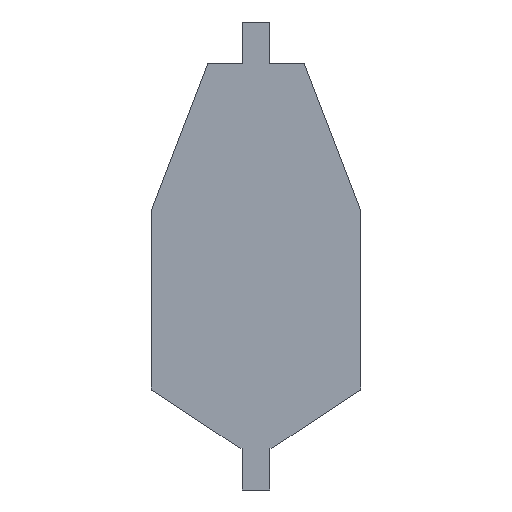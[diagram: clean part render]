
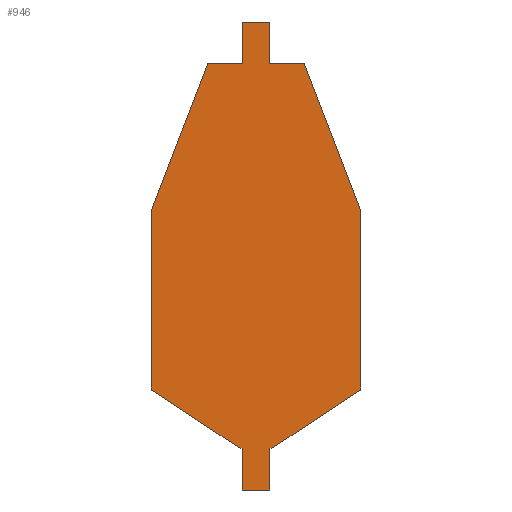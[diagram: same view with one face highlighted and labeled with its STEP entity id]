
A CAD part, front view. The second image highlights one B-rep face of the part: STEP entity #946.
In plain terms, the highlighted planar face has unit normal (0, -1, 0).
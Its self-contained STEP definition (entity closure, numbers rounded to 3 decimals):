
#82=FACE_OUTER_BOUND('',#132,.T.);
#132=EDGE_LOOP('',(#837,#838,#839,#840,#841,#842,#843,#844,#845,#846,#847,
#848,#849,#850,#851,#852));
#137=LINE('',#1281,#257);
#175=LINE('',#1358,#295);
#178=LINE('',#1364,#298);
#180=LINE('',#1368,#300);
#183=LINE('',#1374,#303);
#186=LINE('',#1379,#306);
#188=LINE('',#1384,#308);
#192=LINE('',#1391,#312);
#194=LINE('',#1395,#314);
#241=LINE('',#1513,#361);
#243=LINE('',#1517,#363);
#245=LINE('',#1520,#365);
#246=LINE('',#1523,#366);
#248=LINE('',#1527,#368);
#250=LINE('',#1531,#370);
#252=LINE('',#1534,#372);
#257=VECTOR('',#1031,10.);
#295=VECTOR('',#1079,10.);
#298=VECTOR('',#1084,10.);
#300=VECTOR('',#1088,10.);
#303=VECTOR('',#1093,10.);
#306=VECTOR('',#1098,10.);
#308=VECTOR('',#1102,10.);
#312=VECTOR('',#1108,10.);
#314=VECTOR('',#1112,10.);
#361=VECTOR('',#1243,10.);
#363=VECTOR('',#1247,10.);
#365=VECTOR('',#1251,10.);
#366=VECTOR('',#1254,10.);
#368=VECTOR('',#1258,10.);
#370=VECTOR('',#1262,10.);
#372=VECTOR('',#1266,10.);
#377=VERTEX_POINT('',#1278);
#378=VERTEX_POINT('',#1280);
#411=VERTEX_POINT('',#1355);
#412=VERTEX_POINT('',#1357);
#413=VERTEX_POINT('',#1361);
#414=VERTEX_POINT('',#1363);
#415=VERTEX_POINT('',#1367);
#417=VERTEX_POINT('',#1373);
#419=VERTEX_POINT('',#1382);
#420=VERTEX_POINT('',#1383);
#423=VERTEX_POINT('',#1394);
#452=VERTEX_POINT('',#1512);
#453=VERTEX_POINT('',#1516);
#454=VERTEX_POINT('',#1522);
#455=VERTEX_POINT('',#1526);
#456=VERTEX_POINT('',#1530);
#461=EDGE_CURVE('',#378,#377,#137,.T.);
#499=EDGE_CURVE('',#412,#411,#175,.T.);
#502=EDGE_CURVE('',#414,#413,#178,.T.);
#504=EDGE_CURVE('',#413,#415,#180,.T.);
#507=EDGE_CURVE('',#415,#417,#183,.T.);
#510=EDGE_CURVE('',#417,#412,#186,.T.);
#512=EDGE_CURVE('',#419,#420,#188,.T.);
#516=EDGE_CURVE('',#420,#378,#192,.T.);
#518=EDGE_CURVE('',#423,#419,#194,.T.);
#577=EDGE_CURVE('',#377,#452,#241,.T.);
#579=EDGE_CURVE('',#452,#453,#243,.T.);
#581=EDGE_CURVE('',#453,#414,#245,.T.);
#582=EDGE_CURVE('',#411,#454,#246,.T.);
#584=EDGE_CURVE('',#454,#455,#248,.T.);
#586=EDGE_CURVE('',#456,#455,#250,.F.);
#588=EDGE_CURVE('',#456,#423,#252,.T.);
#837=ORIENTED_EDGE('',*,*,#588,.T.);
#838=ORIENTED_EDGE('',*,*,#518,.T.);
#839=ORIENTED_EDGE('',*,*,#512,.T.);
#840=ORIENTED_EDGE('',*,*,#516,.T.);
#841=ORIENTED_EDGE('',*,*,#461,.T.);
#842=ORIENTED_EDGE('',*,*,#577,.T.);
#843=ORIENTED_EDGE('',*,*,#579,.T.);
#844=ORIENTED_EDGE('',*,*,#581,.T.);
#845=ORIENTED_EDGE('',*,*,#502,.T.);
#846=ORIENTED_EDGE('',*,*,#504,.T.);
#847=ORIENTED_EDGE('',*,*,#507,.T.);
#848=ORIENTED_EDGE('',*,*,#510,.T.);
#849=ORIENTED_EDGE('',*,*,#499,.T.);
#850=ORIENTED_EDGE('',*,*,#582,.T.);
#851=ORIENTED_EDGE('',*,*,#584,.T.);
#852=ORIENTED_EDGE('',*,*,#586,.F.);
#896=PLANE('',#1022);
#946=ADVANCED_FACE('',(#82),#896,.F.);
#1022=AXIS2_PLACEMENT_3D('',#1535,#1267,#1268);
#1031=DIRECTION('',(-1.,0.,0.));
#1079=DIRECTION('',(1.,0.,0.));
#1084=DIRECTION('',(1.,0.,0.));
#1088=DIRECTION('',(0.,0.,-1.));
#1093=DIRECTION('',(1.,0.,0.));
#1098=DIRECTION('',(0.,0.,1.));
#1102=DIRECTION('',(-1.,0.,0.));
#1108=DIRECTION('',(0.,0.,-1.));
#1112=DIRECTION('',(0.,0.,1.));
#1243=DIRECTION('',(-0.359,0.,-0.933));
#1247=DIRECTION('',(0.,0.,-1.));
#1251=DIRECTION('',(0.836,0.,-0.549));
#1254=DIRECTION('',(0.836,0.,0.549));
#1258=DIRECTION('',(0.,0.,1.));
#1262=DIRECTION('',(-0.359,0.,0.933));
#1266=DIRECTION('',(-1.,0.,0.));
#1267=DIRECTION('center_axis',(0.,1.,0.));
#1268=DIRECTION('ref_axis',(1.,0.,0.));
#1278=CARTESIAN_POINT('',(-22.06,-3.,184.425));
#1280=CARTESIAN_POINT('',(-6.35,-3.,184.425));
#1281=CARTESIAN_POINT('',(-10.,-3.,184.425));
#1355=CARTESIAN_POINT('',(7.248,-3.,8.025));
#1357=CARTESIAN_POINT('',(6.35,-3.,8.025));
#1358=CARTESIAN_POINT('',(3.175,-3.,8.025));
#1361=CARTESIAN_POINT('',(-6.35,-3.,8.025));
#1363=CARTESIAN_POINT('',(-7.248,-3.,8.025));
#1364=CARTESIAN_POINT('',(3.175,-3.,8.025));
#1367=CARTESIAN_POINT('',(-6.35,-3.,-11.025));
#1368=CARTESIAN_POINT('',(-6.35,-3.,8.025));
#1373=CARTESIAN_POINT('',(6.35,-3.,-11.025));
#1374=CARTESIAN_POINT('',(-6.35,-3.,-11.025));
#1379=CARTESIAN_POINT('',(6.35,-3.,-11.025));
#1382=CARTESIAN_POINT('',(6.35,-3.,203.475));
#1383=CARTESIAN_POINT('',(-6.35,-3.,203.475));
#1384=CARTESIAN_POINT('',(6.35,-3.,203.475));
#1391=CARTESIAN_POINT('',(-6.35,-3.,203.475));
#1394=CARTESIAN_POINT('',(6.35,-3.,184.425));
#1395=CARTESIAN_POINT('',(6.35,-3.,184.425));
#1512=CARTESIAN_POINT('',(-48.,-3.,116.982));
#1513=CARTESIAN_POINT('',(-48.285,-3.,116.242));
#1516=CARTESIAN_POINT('',(-48.,-3.,34.807));
#1517=CARTESIAN_POINT('',(-48.,-3.,66.325));
#1520=CARTESIAN_POINT('',(-25.332,-3.,19.91));
#1522=CARTESIAN_POINT('',(48.,-3.,34.807));
#1523=CARTESIAN_POINT('',(44.657,-3.,32.61));
#1526=CARTESIAN_POINT('',(48.,-3.,116.982));
#1527=CARTESIAN_POINT('',(48.,-3.,106.325));
#1530=CARTESIAN_POINT('',(22.06,-3.,184.425));
#1531=CARTESIAN_POINT('',(35.785,-3.,148.742));
#1534=CARTESIAN_POINT('',(-10.,-3.,184.425));
#1535=CARTESIAN_POINT('Origin',(0.,-3.,96.225));
